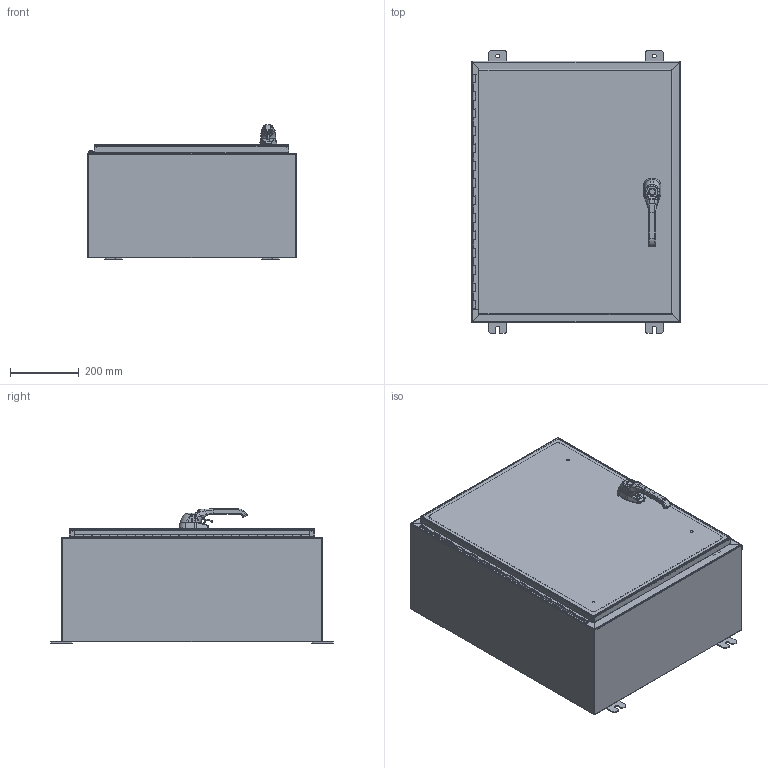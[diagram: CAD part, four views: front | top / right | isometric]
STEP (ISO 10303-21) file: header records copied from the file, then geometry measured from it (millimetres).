
FILE_DESCRIPTION(/* description */ ('ENCL,NEMA4X,SS,WM,30X24X12,3PT. HANDLE'),/* implementation_level */ '2;1');
FILE_NAME(/* name */ 'SSN43024123PT.stp',/* time_stamp */ '2021-04-23T16:06:12-05:00',/* author */ ('dnichola'),/* organization */ (''),/* preprocessor_version */ 'ST-DEVELOPER v18.1',/* originating_system */ 'Autodesk Inventor 2020',/* authorisation */ '');
FILE_SCHEMA (('AUTOMOTIVE_DESIGN { 1 0 10303 214 3 1 1 }'));
Products named in the file (42): SSN43024123PT; 34871; SSN43024123PTBKP; HFW32436_ASSM; 1091-73; 1091-B11_ASM; 1091-74-03; 1091-74-01; 1091-75; DIN3771_16X2_5; 2100-11; 1091-76; D125B_10_5; DIN985_M10; 1000-02; 1225-05; 1000-277-01; SPACER; SS_LARGE_DOOR_ROD_ASSM-37039; HFW31712; 1091-903_AF0; 1091-903_AF0_1; 1091-903_AF0_2; PLASTIC-ROLLER-CAM_AF0_ASM; PLASTIC-ROLLER-CAM_AF1; 7379-M6-8X25_AF0; LOCK-NUT_AF0; SUPPORT-ROLL_AF0; 1091-BR11_AF0; 37039; ANSI B18.6.3 - 3/8-16 UNC - 1.75; HFW3762; 31230; 3862; FOAM IN PLACE; SSN430243PTLID; 328139; 328139L; 328139T; 328139P ...
Assembly tree (57 placements, depth 5):
  SSN43024123PT
    34871  x4
    SSN43024123PTBKP
    HFW32436_ASSM
      1091-73
      1091-B11_ASM
        1091-74-03
        1091-74-01
      1091-75
      DIN3771_16X2_5
      2100-11
      1091-76
      D125B_10_5
      DIN985_M10
      1000-277-01  x2
      1000-02
      1225-05
      SPACER
    SS_LARGE_DOOR_ROD_ASSM-37039
      HFW31712
        1091-903_AF0
          1091-903_AF0_1
          1091-903_AF0_2
        PLASTIC-ROLLER-CAM_AF0_ASM
          PLASTIC-ROLLER-CAM_AF1
          7379-M6-8X25_AF0
          LOCK-NUT_AF0
        SUPPORT-ROLL_AF0
        1091-BR11_AF0
      37039  x2
      ANSI B18.6.3 - 3/8-16 UNC - 1.75  x2
      HFW3762  x4
      31230  x2
      3862  x2
    FOAM IN PLACE
    38846  x3
    SSN430243PTLID
    328139
      328139L
      328139T
      328139P
    38859  x4
Bounding box: 609.6 x 825.5 x 391.35 mm (x, y, z)
Volume: 4191226.6 mm3; surface area: 4183255.7 mm2
Topology: 50 solids, 50 shells, 2540 faces, 6167 edges, 3724 vertices
Faces by surface type: plane 981, cylinder 903, bspline 278, torus 232, sphere 95, cone 51
Full cylindrical faces by diameter (mm): 2.5 x1, 3 x1, 3.048 x1, 3.1 x2, 3.15 x1, 3.5 x1, 3.9 x1, 4.2 x2, 4.5 x2, 5 x3, 5.4 x3, 6 x3, 6.128 x2, 6.172 x2, 6.35 x11, 6.41 x2, 7.137 x3, 7.144 x2, 7.938 x2, 8 x2, 8.2 x1, 8.382 x8, 8.56 x3, 9.525 x2, 10 x1, 10.16 x4, 10.2 x3, 10.5 x2, 11.05 x2, 11.125 x4
Entity records: 98976 total; most frequent: CARTESIAN_POINT 46979, DIRECTION 10729, ORIENTED_EDGE 10348, EDGE_CURVE 5174, AXIS2_PLACEMENT_3D 4077, VERTEX_POINT 3136, LINE 2575, VECTOR 2575
